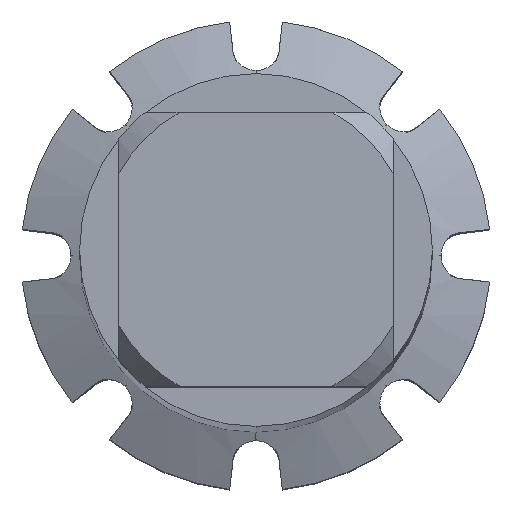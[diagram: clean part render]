
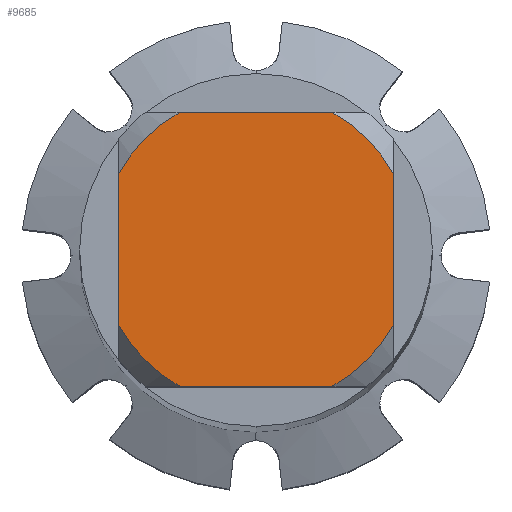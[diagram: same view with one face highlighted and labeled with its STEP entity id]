
A CAD part, top view. The second image highlights one B-rep face of the part: STEP entity #9685.
In plain terms, the highlighted planar face has unit normal (0, 0, 1).
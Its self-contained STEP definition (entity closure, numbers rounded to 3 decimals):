
#4089=VERTEX_POINT('',#11377);
#5085=EDGE_CURVE('',#8267,#7239,#12461,.T.);
#5733=EDGE_CURVE('',#7413,#4089,#13163,.T.);
#5749=VERTEX_POINT('',#13180);
#6671=VERTEX_POINT('',#14181);
#7205=EDGE_CURVE('',#8267,#4089,#14763,.T.);
#7239=VERTEX_POINT('',#14803);
#7413=VERTEX_POINT('',#14987);
#7865=EDGE_CURVE('',#6671,#7239,#15477,.T.);
#8163=EDGE_CURVE('',#10841,#5749,#15806,.T.);
#8267=VERTEX_POINT('',#15916);
#8697=EDGE_CURVE('',#7413,#10239,#16380,.T.);
#8961=EDGE_CURVE('',#6671,#5749,#16673,.T.);
#9685=ADVANCED_FACE('',(#17458),#17459,.T.);
#9941=EDGE_CURVE('',#10841,#10239,#17738,.T.);
#10239=VERTEX_POINT('',#18057);
#10841=VERTEX_POINT('',#18706);
#11377=CARTESIAN_POINT('',(3.5,1.936,0.0));
#12461=CIRCLE('',#21419,4.0);
#13163=CIRCLE('',#22672,4.0);
#13180=CARTESIAN_POINT('',(-3.5,-1.936,0.0));
#14181=CARTESIAN_POINT('',(-1.936,-3.5,0.0));
#14763=LINE('',#25622,#25623);
#14803=CARTESIAN_POINT('',(1.936,-3.5,0.0));
#14987=CARTESIAN_POINT('',(1.936,3.5,0.0));
#15477=LINE('',#26945,#26946);
#15806=LINE('',#27523,#27524);
#15916=CARTESIAN_POINT('',(3.5,-1.936,0.0));
#16380=LINE('',#28612,#28613);
#16673=CIRCLE('',#29131,4.0);
#17458=FACE_OUTER_BOUND('',#30480,.T.);
#17459=PLANE('',#30481);
#17738=CIRCLE('',#31031,4.0);
#18057=CARTESIAN_POINT('',(-1.936,3.5,0.0));
#18706=CARTESIAN_POINT('',(-3.5,1.936,0.0));
#21419=AXIS2_PLACEMENT_3D('',#34721,#34722,#34723);
#22672=AXIS2_PLACEMENT_3D('',#35423,#35424,#35425);
#25622=CARTESIAN_POINT('',(3.5,1.0,0.0));
#25623=VECTOR('',#37127,1.0);
#26945=CARTESIAN_POINT('',(0.0,-3.5,0.0));
#26946=VECTOR('',#37901,1.0);
#27523=CARTESIAN_POINT('',(-3.5,1.0,0.0));
#27524=VECTOR('',#38260,1.0);
#28612=CARTESIAN_POINT('',(0.0,3.5,0.0));
#28613=VECTOR('',#38781,1.0);
#29131=AXIS2_PLACEMENT_3D('',#39077,#39078,#39079);
#30480=EDGE_LOOP('',(#39921,#39922,#39923,#39924,#39925,#39926,#39927,#39928));
#30481=AXIS2_PLACEMENT_3D('',#39929,#39930,#39931);
#31031=AXIS2_PLACEMENT_3D('',#40217,#40218,#40219);
#34721=CARTESIAN_POINT('',(0.0,0.0,0.0));
#34722=DIRECTION('',(0.0,0.0,-1.0));
#34723=DIRECTION('',(0.0,1.0,0.0));
#35423=CARTESIAN_POINT('',(0.0,0.0,0.0));
#35424=DIRECTION('',(0.0,0.0,-1.0));
#35425=DIRECTION('',(0.0,1.0,0.0));
#37127=DIRECTION('',(-0.0,1.0,0.0));
#37901=DIRECTION('',(1.0,0.0,0.0));
#38260=DIRECTION('',(-0.0,-1.0,0.0));
#38781=DIRECTION('',(-1.0,0.0,0.0));
#39077=CARTESIAN_POINT('',(0.0,0.0,0.0));
#39078=DIRECTION('',(0.0,0.0,-1.0));
#39079=DIRECTION('',(0.0,1.0,0.0));
#39921=ORIENTED_EDGE('',*,*,#8163,.T.);
#39922=ORIENTED_EDGE('',*,*,#8961,.F.);
#39923=ORIENTED_EDGE('',*,*,#7865,.T.);
#39924=ORIENTED_EDGE('',*,*,#5085,.F.);
#39925=ORIENTED_EDGE('',*,*,#7205,.T.);
#39926=ORIENTED_EDGE('',*,*,#5733,.F.);
#39927=ORIENTED_EDGE('',*,*,#8697,.T.);
#39928=ORIENTED_EDGE('',*,*,#9941,.F.);
#39929=CARTESIAN_POINT('',(0.0,2.0,0.0));
#39930=DIRECTION('',(-0.0,0.0,1.0));
#39931=DIRECTION('',(0.0,-1.0,0.0));
#40217=CARTESIAN_POINT('',(0.0,0.0,0.0));
#40218=DIRECTION('',(0.0,0.0,-1.0));
#40219=DIRECTION('',(0.0,1.0,0.0));
